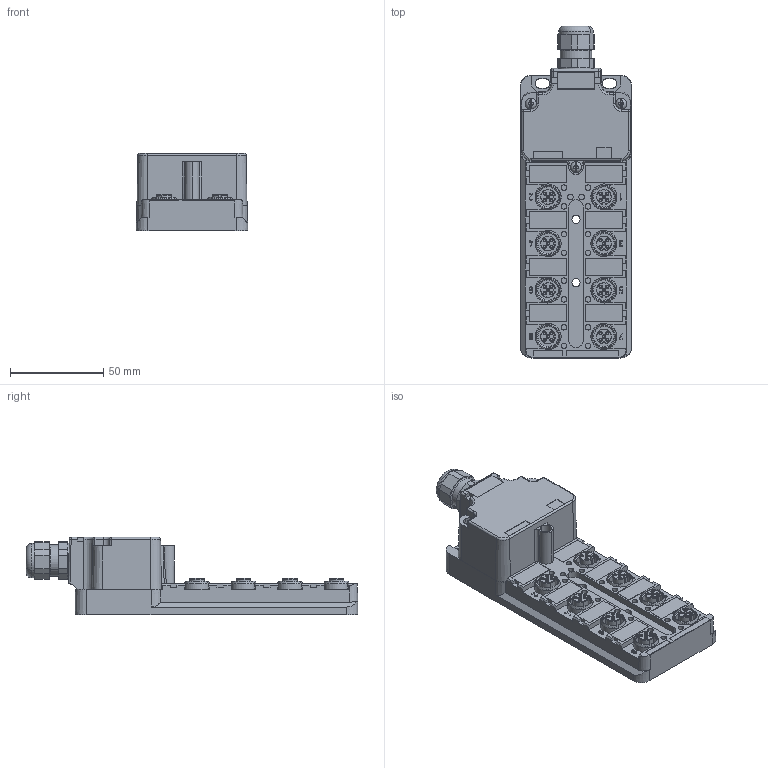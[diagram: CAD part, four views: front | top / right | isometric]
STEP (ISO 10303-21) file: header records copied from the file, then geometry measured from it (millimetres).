
FILE_DESCRIPTION(('CATIA V5 STEP Exchange','CAx-IF Rec.Pracs.--- Model Styling and Organization---1.5--- 2016-08-15','CAx-IF Rec.Pracs.---Supplemental Geometry---1.0---2011-11-01','CAx-IF Rec.Pracs.--- Composite Materials ---1.1---2010-07-15'),'2;1');
FILE_NAME ('025748-4_2', '2025-02-17T13:02:35+00:00', ('none'), ('Weidmueller'), 'CATIA Version 5-6 Release 2022 SP4 HF5', 'CATIA V5 STEP AP214 v3', 'none');
FILE_SCHEMA(('AUTOMOTIVE_DESIGN { 1 0 10303 214 1 1 1 1 }'));
Length unit declared in the file: millimetre
Products named in the file (1): 1894380000
Bounding box: 60 x 178.33 x 41.5 mm (x, y, z)
Volume: 196557.1 mm3; surface area: 58901 mm2
Topology: 1 solids, 8 shells, 1406 faces, 3421 edges, 2179 vertices
Faces by surface type: plane 645, cylinder 444, cone 239, torus 70, sphere 6, extrusion 2
Entity records: 38907 total; most frequent: CARTESIAN_POINT 7133, ORIENTED_EDGE 6826, DIRECTION 5051, EDGE_CURVE 3413, AXIS2_PLACEMENT_3D 2251, VERTEX_POINT 2179, VECTOR 1911, LINE 1909
